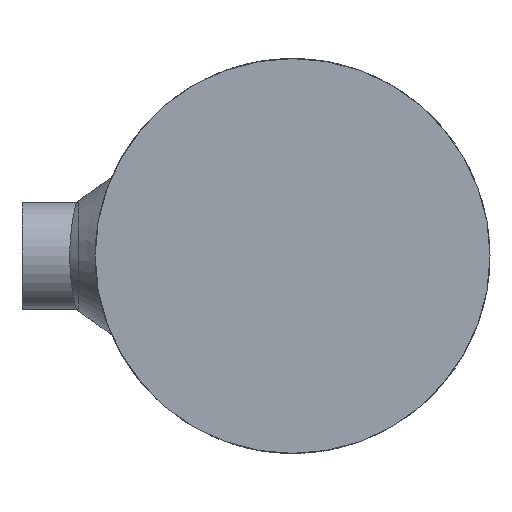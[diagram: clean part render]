
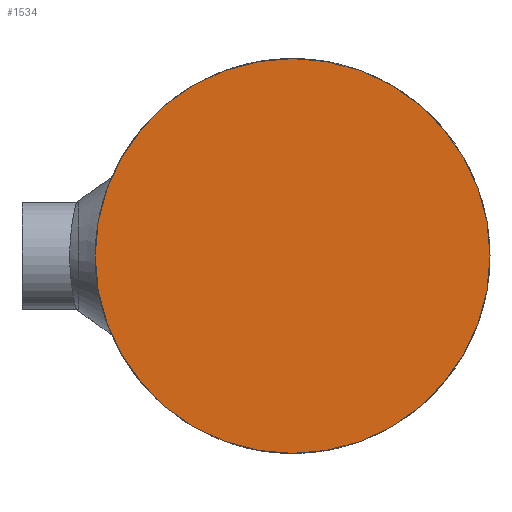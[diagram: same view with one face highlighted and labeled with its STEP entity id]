
A CAD part, left-side view. The second image highlights one B-rep face of the part: STEP entity #1534.
In plain terms, the highlighted planar face has unit normal (-1, 0, 0).
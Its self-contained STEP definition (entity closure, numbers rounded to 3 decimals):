
#79=PLANE('',#1812);
#140=CIRCLE('',#1802,46.);
#431=FACE_OUTER_BOUND('',#543,.T.);
#543=EDGE_LOOP('',(#1195));
#741=VERTEX_POINT('',#4549);
#903=EDGE_CURVE('',#741,#741,#140,.T.);
#1195=ORIENTED_EDGE('',*,*,#903,.F.);
#1534=ADVANCED_FACE('',(#431),#79,.F.);
#1802=AXIS2_PLACEMENT_3D('',#4551,#2071,#2072);
#1812=AXIS2_PLACEMENT_3D('',#4567,#2093,#2094);
#2071=DIRECTION('center_axis',(1.,0.,0.));
#2072=DIRECTION('ref_axis',(0.,1.,0.));
#2093=DIRECTION('center_axis',(1.,0.,0.));
#2094=DIRECTION('ref_axis',(0.,0.,-1.));
#4549=CARTESIAN_POINT('',(0.,-46.,0.));
#4551=CARTESIAN_POINT('Origin',(0.,0.,0.));
#4567=CARTESIAN_POINT('Origin',(0.,0.,0.));
